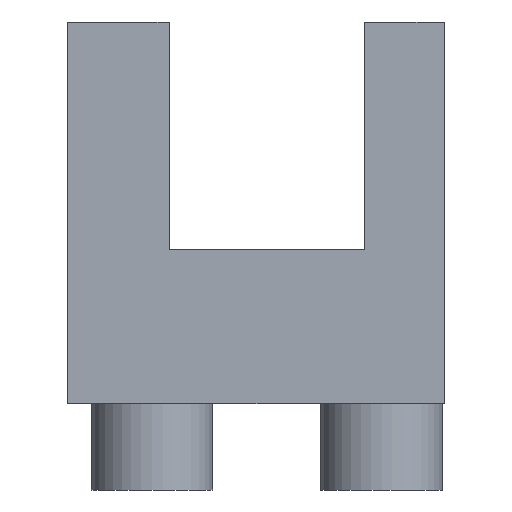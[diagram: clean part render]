
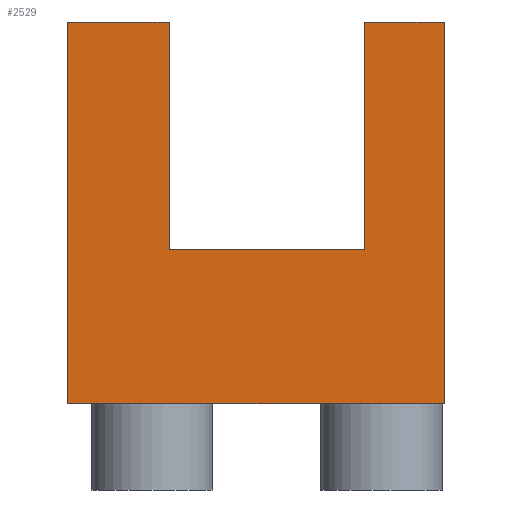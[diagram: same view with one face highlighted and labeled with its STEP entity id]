
A CAD part, front view. The second image highlights one B-rep face of the part: STEP entity #2529.
In plain terms, the highlighted planar face has unit normal (0, -1, 0).
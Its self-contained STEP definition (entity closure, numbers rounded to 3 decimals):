
#30=LINE('',#4148,#90);
#47=LINE('',#4192,#107);
#48=LINE('',#4195,#108);
#51=LINE('',#4200,#111);
#56=LINE('',#4210,#116);
#68=LINE('',#4239,#128);
#69=LINE('',#4241,#129);
#70=LINE('',#4242,#130);
#90=VECTOR('',#3510,10.5);
#107=VECTOR('',#3549,6.35);
#108=VECTOR('',#3552,2.225);
#111=VECTOR('',#3557,10.65);
#116=VECTOR('',#3566,10.65);
#128=VECTOR('',#3590,6.35);
#129=VECTOR('',#3593,5.45);
#130=VECTOR('',#3594,2.825);
#159=PLANE('',#2869);
#597=FACE_OUTER_BOUND('',#938,.T.);
#938=EDGE_LOOP('',(#2160,#2161,#2162,#2163,#2164,#2165,#2166,#2167));
#1459=VERTEX_POINT('',#4145);
#1460=VERTEX_POINT('',#4147);
#1475=VERTEX_POINT('',#4188);
#1476=VERTEX_POINT('',#4190);
#1477=VERTEX_POINT('',#4194);
#1481=VERTEX_POINT('',#4209);
#1491=VERTEX_POINT('',#4235);
#1492=VERTEX_POINT('',#4237);
#1710=EDGE_CURVE('',#1459,#1460,#30,.T.);
#1731=EDGE_CURVE('',#1475,#1476,#47,.T.);
#1732=EDGE_CURVE('',#1475,#1477,#48,.T.);
#1735=EDGE_CURVE('',#1459,#1477,#51,.T.);
#1740=EDGE_CURVE('',#1481,#1460,#56,.T.);
#1754=EDGE_CURVE('',#1491,#1492,#68,.T.);
#1755=EDGE_CURVE('',#1476,#1491,#69,.T.);
#1756=EDGE_CURVE('',#1481,#1492,#70,.T.);
#2160=ORIENTED_EDGE('',*,*,#1755,.T.);
#2161=ORIENTED_EDGE('',*,*,#1754,.T.);
#2162=ORIENTED_EDGE('',*,*,#1756,.F.);
#2163=ORIENTED_EDGE('',*,*,#1740,.T.);
#2164=ORIENTED_EDGE('',*,*,#1710,.F.);
#2165=ORIENTED_EDGE('',*,*,#1735,.T.);
#2166=ORIENTED_EDGE('',*,*,#1732,.F.);
#2167=ORIENTED_EDGE('',*,*,#1731,.T.);
#2529=ADVANCED_FACE('',(#597),#159,.T.);
#2869=AXIS2_PLACEMENT_3D('',#4240,#3591,#3592);
#3510=DIRECTION('',(-1.,0.,0.));
#3549=DIRECTION('',(0.,0.,-1.));
#3552=DIRECTION('',(1.,0.,0.));
#3557=DIRECTION('',(0.,0.,1.));
#3566=DIRECTION('',(0.,0.,-1.));
#3590=DIRECTION('',(0.,0.,1.));
#3591=DIRECTION('center_axis',(0.,-1.,0.));
#3592=DIRECTION('ref_axis',(0.,0.,1.));
#3593=DIRECTION('',(-1.,0.,0.));
#3594=DIRECTION('',(1.,0.,0.));
#4145=CARTESIAN_POINT('',(2.71,-86.82,2.4));
#4147=CARTESIAN_POINT('',(-7.79,-86.82,2.4));
#4148=CARTESIAN_POINT('',(2.71,-86.82,2.4));
#4188=CARTESIAN_POINT('',(0.485,-86.82,13.05));
#4190=CARTESIAN_POINT('',(0.485,-86.82,6.7));
#4192=CARTESIAN_POINT('',(0.485,-86.82,13.05));
#4194=CARTESIAN_POINT('',(2.71,-86.82,13.05));
#4195=CARTESIAN_POINT('',(0.485,-86.82,13.05));
#4200=CARTESIAN_POINT('',(2.71,-86.82,2.4));
#4209=CARTESIAN_POINT('',(-7.79,-86.82,13.05));
#4210=CARTESIAN_POINT('',(-7.79,-86.82,13.05));
#4235=CARTESIAN_POINT('',(-4.965,-86.82,6.7));
#4237=CARTESIAN_POINT('',(-4.965,-86.82,13.05));
#4239=CARTESIAN_POINT('',(-4.965,-86.82,6.7));
#4240=CARTESIAN_POINT('Origin',(2.71,-86.82,2.4));
#4241=CARTESIAN_POINT('',(0.485,-86.82,6.7));
#4242=CARTESIAN_POINT('',(-7.79,-86.82,13.05));
